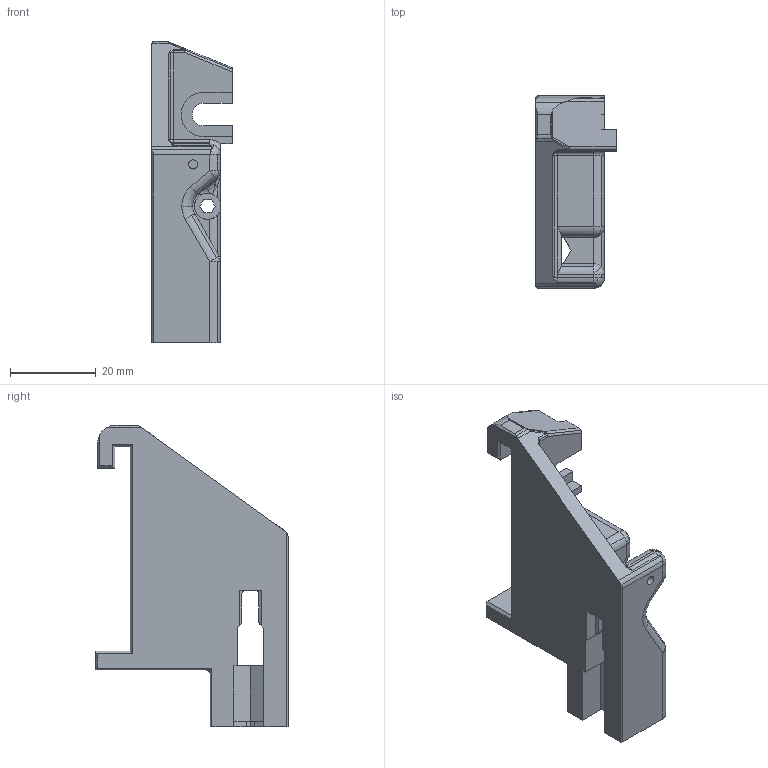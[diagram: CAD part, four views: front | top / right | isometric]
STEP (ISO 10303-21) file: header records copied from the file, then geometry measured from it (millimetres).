
FILE_DESCRIPTION(('STEP AP214'),'1');
FILE_NAME('Ender3MountV8.stp','2022-04-05T05:54:09',(' '),(' '),'Spatial InterOp 3D',' ',' ');
FILE_SCHEMA(('automotive_design'));
Length unit declared in the file: inch
Products named in the file (1): 1
Bounding box: 18.78 x 44.85 x 70.07 mm (x, y, z)
Volume: 18222.3 mm3; surface area: 9023.6 mm2
Topology: 1 solids, 1 shells, 259 faces, 692 edges, 435 vertices
Faces by surface type: cylinder 114, plane 107, sphere 18, torus 11, bspline 9
Entity records: 12612 total; most frequent: CARTESIAN_POINT 3980, DIRECTION 1390, ORIENTED_EDGE 1380, EDGE_CURVE 690, AXIS2_PLACEMENT_3D 495, VERTEX_POINT 435, LINE 400, VECTOR 400
